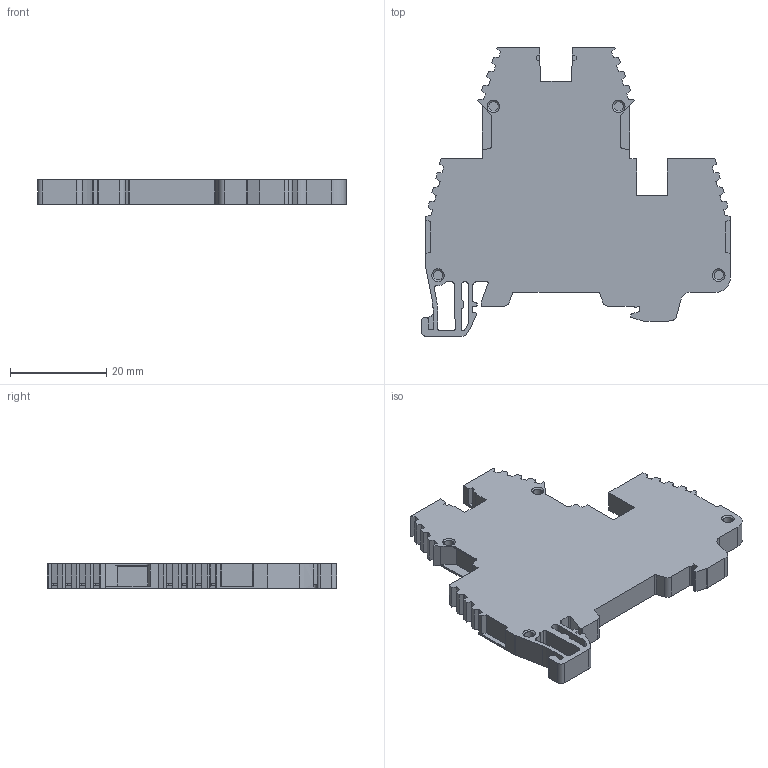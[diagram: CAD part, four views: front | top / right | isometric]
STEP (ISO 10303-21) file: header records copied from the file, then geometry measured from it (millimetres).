
FILE_DESCRIPTION (( 'STEP AP214' ), '1' );
FILE_NAME ('317100_PIK 2,5N_Beige.STP', '2013-11-12T11:27:30', ( 'arge' ), ( 'Microsoft' ), 'SwSTEP 2.0', 'SolidWorks 2013', '' );
FILE_SCHEMA (( 'AUTOMOTIVE_DESIGN' ));
Length unit declared in the file: millimetre
Products named in the file (1): 317100_PIK 2,5N_Beige
Bounding box: 64.03 x 60 x 5 mm (x, y, z)
Volume: 11256 mm3; surface area: 7385 mm2
Topology: 1 solids, 9 shells, 542 faces, 1470 edges, 956 vertices
Faces by surface type: plane 376, cylinder 146, bspline 12, cone 8
Entity records: 17458 total; most frequent: CARTESIAN_POINT 3592, ORIENTED_EDGE 2940, DIRECTION 2808, EDGE_CURVE 1470, VECTOR 1144, LINE 1144, VERTEX_POINT 956, AXIS2_PLACEMENT_3D 832
